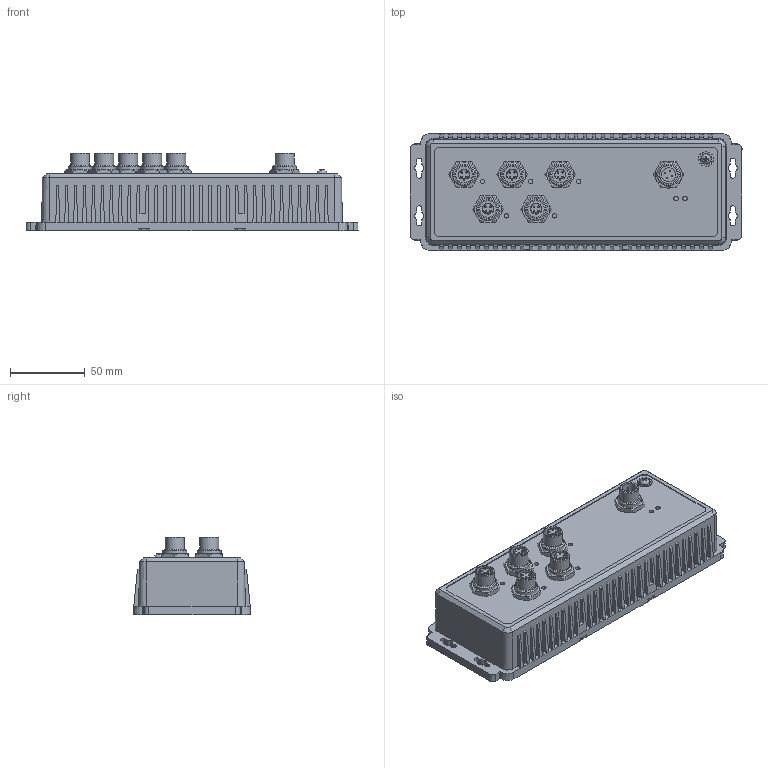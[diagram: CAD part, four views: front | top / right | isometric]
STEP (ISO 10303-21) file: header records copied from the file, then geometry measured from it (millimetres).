
FILE_DESCRIPTION (( 'STEP AP214' ), '1' );
FILE_NAME ('SE2-SW5U-N65-T.STEP', '2018-06-26T20:43:46', ( '' ), ( '' ), 'SwSTEP 2.0', 'SolidWorks 2017', '' );
FILE_SCHEMA (( 'AUTOMOTIVE_DESIGN' ));
Length unit declared in the file: inch
Products named in the file (1): SE2-SW5U-N65-T
Bounding box: 222.38 x 78.38 x 51.79 mm (x, y, z)
Volume: 168672.7 mm3; surface area: 127061.5 mm2
Topology: 16 solids, 16 shells, 1208 faces, 3097 edges, 1979 vertices
Faces by surface type: plane 718, cylinder 329, cone 113, bspline 48
Full cylindrical faces by diameter (mm): 0.794 x4, 1.016 x20, 3 x18, 3.505 x1, 3.8 x1, 4.953 x1, 8 x2, 9.525 x1, 11.112 x4, 11.113 x1, 12.7 x6, 14.684 x6, 15.875 x6, 17.5 x8, 21 x1, 22.687 x5
Entity records: 37741 total; most frequent: CARTESIAN_POINT 9875, ORIENTED_EDGE 5888, DIRECTION 5259, EDGE_CURVE 2944, VERTEX_POINT 1960, AXIS2_PLACEMENT_3D 1951, EDGE_LOOP 1464, VECTOR 1357
